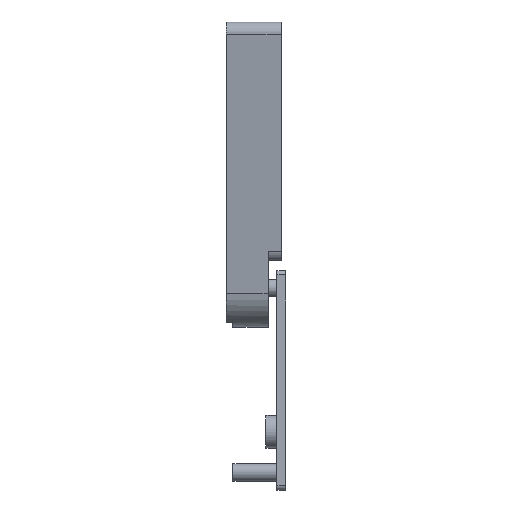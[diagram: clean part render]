
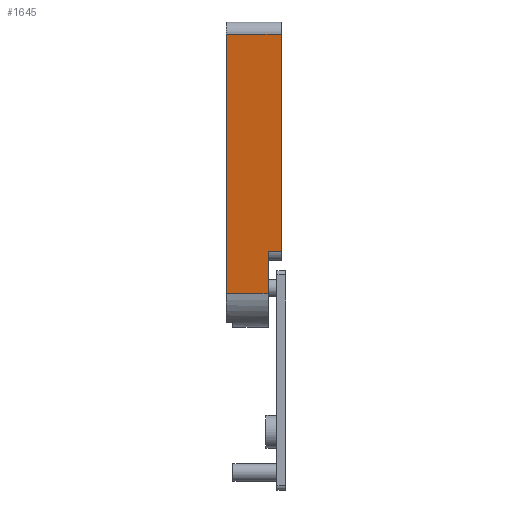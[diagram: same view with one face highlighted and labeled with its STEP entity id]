
A CAD part, left-side view. The second image highlights one B-rep face of the part: STEP entity #1645.
In plain terms, the highlighted planar face has unit normal (-0.99, 0, -0.14).
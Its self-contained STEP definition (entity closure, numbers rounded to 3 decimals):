
#169=PLANE('',#1861);
#246=FACE_OUTER_BOUND('',#366,.T.);
#366=EDGE_LOOP('',(#1438,#1439,#1440,#1441,#1442,#1443));
#486=LINE('',#2750,#626);
#487=LINE('',#2754,#627);
#496=LINE('',#2780,#636);
#499=LINE('',#2792,#639);
#500=LINE('',#2793,#640);
#501=LINE('',#2794,#641);
#626=VECTOR('',#2261,10.);
#627=VECTOR('',#2266,10.);
#636=VECTOR('',#2289,10.);
#639=VECTOR('',#2302,10.);
#640=VECTOR('',#2303,10.);
#641=VECTOR('',#2304,10.);
#852=VERTEX_POINT('',#2746);
#853=VERTEX_POINT('',#2748);
#854=VERTEX_POINT('',#2752);
#863=VERTEX_POINT('',#2777);
#864=VERTEX_POINT('',#2779);
#868=VERTEX_POINT('',#2791);
#1047=EDGE_CURVE('',#852,#853,#486,.T.);
#1049=EDGE_CURVE('',#854,#853,#487,.T.);
#1061=EDGE_CURVE('',#863,#864,#496,.T.);
#1067=EDGE_CURVE('',#868,#863,#499,.T.);
#1068=EDGE_CURVE('',#852,#868,#500,.T.);
#1069=EDGE_CURVE('',#864,#854,#501,.T.);
#1438=ORIENTED_EDGE('',*,*,#1067,.F.);
#1439=ORIENTED_EDGE('',*,*,#1068,.F.);
#1440=ORIENTED_EDGE('',*,*,#1047,.T.);
#1441=ORIENTED_EDGE('',*,*,#1049,.F.);
#1442=ORIENTED_EDGE('',*,*,#1069,.F.);
#1443=ORIENTED_EDGE('',*,*,#1061,.F.);
#1645=ADVANCED_FACE('',(#246),#169,.T.);
#1861=AXIS2_PLACEMENT_3D('',#2790,#2300,#2301);
#2261=DIRECTION('',(0.,-1.,0.));
#2266=DIRECTION('',(0.139,0.,-0.99));
#2289=DIRECTION('',(-0.139,0.,0.99));
#2300=DIRECTION('center_axis',(-0.99,0.,
-0.139));
#2301=DIRECTION('ref_axis',(0.139,0.,-0.99));
#2302=DIRECTION('',(0.,1.,0.));
#2303=DIRECTION('',(0.139,0.,-0.99));
#2304=DIRECTION('',(0.,-1.,0.));
#2746=CARTESIAN_POINT('',(-35.819,-236.,58.633));
#2748=CARTESIAN_POINT('',(-35.819,-242.,58.633));
#2750=CARTESIAN_POINT('',(-35.819,-236.,58.633));
#2752=CARTESIAN_POINT('',(-49.769,-242.,157.655));
#2754=CARTESIAN_POINT('',(-49.769,-242.,157.655));
#2777=CARTESIAN_POINT('',(-33.126,-217.,39.517));
#2779=CARTESIAN_POINT('',(-49.769,-217.,157.655));
#2780=CARTESIAN_POINT('',(-33.126,-217.,39.517));
#2790=CARTESIAN_POINT('Origin',(-49.769,-220.,157.655));
#2791=CARTESIAN_POINT('',(-33.126,-236.,39.517));
#2792=CARTESIAN_POINT('',(-33.126,-220.,39.517));
#2793=CARTESIAN_POINT('',(-33.126,-236.,39.517));
#2794=CARTESIAN_POINT('',(-49.769,-220.,157.655));
